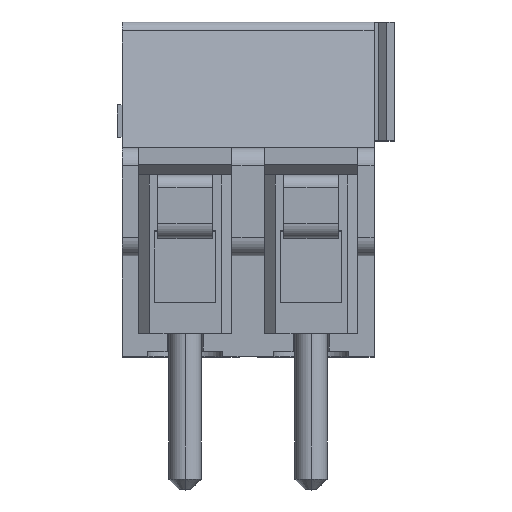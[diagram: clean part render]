
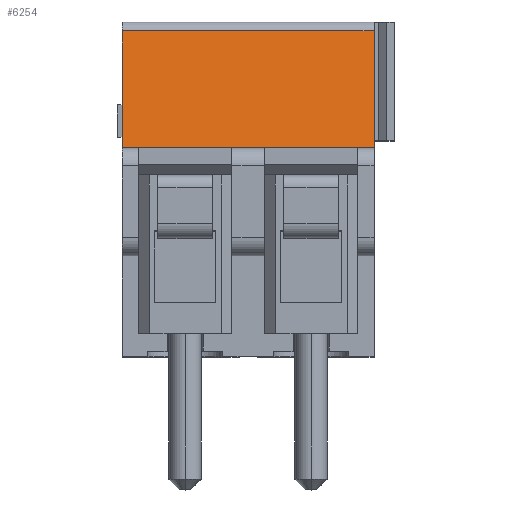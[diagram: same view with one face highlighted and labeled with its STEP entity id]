
A CAD part, top view. The second image highlights one B-rep face of the part: STEP entity #6254.
In plain terms, the highlighted planar face has unit normal (0, 0.174, 0.985).
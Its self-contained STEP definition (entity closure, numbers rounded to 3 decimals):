
#145 = DIRECTION ( 'NONE',  ( 0., -0.174, -0.985 ) ) ;
#214 = VECTOR ( 'NONE', #1734, 1000. ) ;
#403 = LINE ( 'NONE', #586, #214 ) ;
#586 = CARTESIAN_POINT ( 'NONE',  ( 3.5, 9.015, -1.117 ) ) ;
#901 = VERTEX_POINT ( 'NONE', #3980 ) ;
#1150 = DIRECTION ( 'NONE',  ( 1., 0., 0. ) ) ;
#1461 = CARTESIAN_POINT ( 'NONE',  ( -3.5, 9.052, -1.123 ) ) ;
#1494 = CARTESIAN_POINT ( 'NONE',  ( -3.5, 9.3, -1.167 ) ) ;
#1734 = DIRECTION ( 'NONE',  ( 0., -0.985, 0.174 ) ) ;
#2063 = DIRECTION ( 'NONE',  ( -1., 0., 0. ) ) ;
#2166 = EDGE_CURVE ( 'NONE', #7527, #901, #8300, .T. ) ;
#2204 = VERTEX_POINT ( 'NONE', #2944 ) ;
#2295 = VERTEX_POINT ( 'NONE', #6052 ) ;
#2335 = AXIS2_PLACEMENT_3D ( 'NONE', #1494, #145, #7432 ) ;
#2461 = VECTOR ( 'NONE', #5160, 1000. ) ;
#2648 = ORIENTED_EDGE ( 'NONE', *, *, #2830, .F. ) ;
#2830 = EDGE_CURVE ( 'NONE', #2295, #901, #403, .T. ) ;
#2944 = CARTESIAN_POINT ( 'NONE',  ( -3.5, 9.052, -1.123 ) ) ;
#3162 = CARTESIAN_POINT ( 'NONE',  ( -3.5, 9.3, -1.167 ) ) ;
#3980 = CARTESIAN_POINT ( 'NONE',  ( 3.5, 5.8, -0.55 ) ) ;
#4182 = LINE ( 'NONE', #1461, #7056 ) ;
#4992 = EDGE_CURVE ( 'NONE', #7527, #2204, #8155, .T. ) ;
#5160 = DIRECTION ( 'NONE',  ( 0., 0.985, -0.174 ) ) ;
#5764 = ORIENTED_EDGE ( 'NONE', *, *, #2166, .T. ) ;
#5784 = EDGE_LOOP ( 'NONE', ( #2648, #5887, #5865, #5764 ) ) ;
#5865 = ORIENTED_EDGE ( 'NONE', *, *, #4992, .F. ) ;
#5887 = ORIENTED_EDGE ( 'NONE', *, *, #6558, .T. ) ;
#6052 = CARTESIAN_POINT ( 'NONE',  ( 3.5, 9.052, -1.123 ) ) ;
#6254 = ADVANCED_FACE ( 'NONE', ( #6348 ), #7478, .F. ) ;
#6348 = FACE_OUTER_BOUND ( 'NONE', #5784, .T. ) ;
#6558 = EDGE_CURVE ( 'NONE', #2295, #2204, #4182, .T. ) ;
#6991 = CARTESIAN_POINT ( 'NONE',  ( -3.5, 5.8, -0.55 ) ) ;
#7056 = VECTOR ( 'NONE', #2063, 1000. ) ;
#7380 = CARTESIAN_POINT ( 'NONE',  ( -3.5, 5.8, -0.55 ) ) ;
#7432 = DIRECTION ( 'NONE',  ( 0., 0.985, -0.174 ) ) ;
#7478 = PLANE ( 'NONE',  #2335 ) ;
#7527 = VERTEX_POINT ( 'NONE', #7380 ) ;
#8155 = LINE ( 'NONE', #3162, #2461 ) ;
#8300 = LINE ( 'NONE', #6991, #8393 ) ;
#8393 = VECTOR ( 'NONE', #1150, 1000. ) ;
